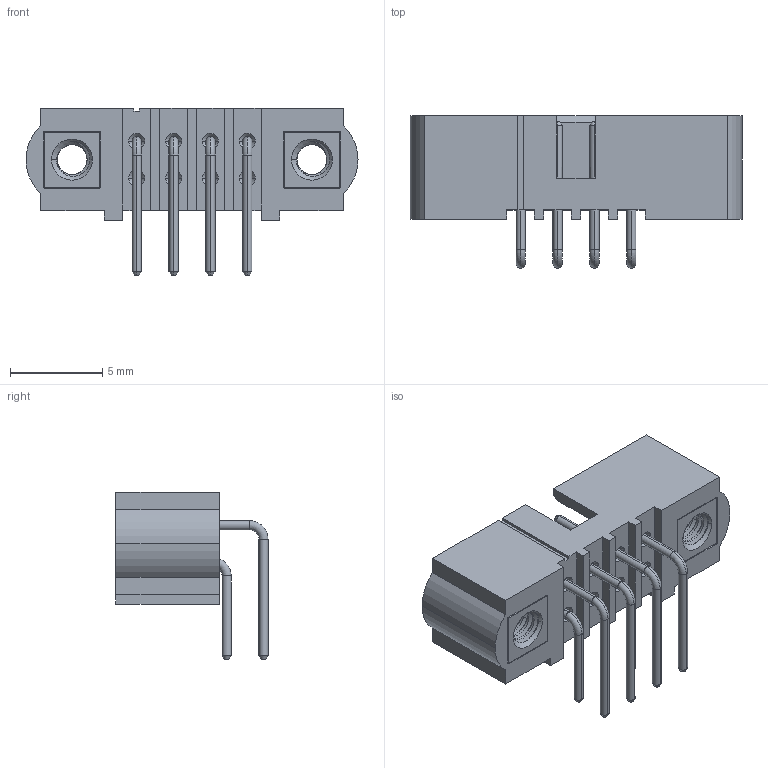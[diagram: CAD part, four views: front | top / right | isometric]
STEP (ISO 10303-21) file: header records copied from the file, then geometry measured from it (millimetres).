
FILE_DESCRIPTION(('STEP AP242'),'1');
FILE_NAME('m80-5300842.stp','2024-05-21T11:00:56',('TraceParts'),('TraceParts S.A.'),'Spatial InterOp 3D',' ',' ');
FILE_SCHEMA(('AP242_MANAGED_MODEL_BASED_3D_ENGINEERING_MIM_LF {1 0 10303 442 1 1 4}'));
Length unit declared in the file: millimetre
Products named in the file (1): m80-5300842_1
Bounding box: 18 x 8.25 x 9.05 mm (x, y, z)
Volume: 363.7 mm3; surface area: 994 mm2
Topology: 11 solids, 11 shells, 443 faces, 1049 edges, 644 vertices
Faces by surface type: plane 171, cylinder 134, cone 66, bspline 56, torus 16
Entity records: 25856 total; most frequent: CARTESIAN_POINT 9989, ORIENTED_EDGE 2098, DIRECTION 2023, STYLED_ITEM 1126, PRESENTATION_STYLE_ASSIGNMENT 1126, COLOUR_RGB 1126, EDGE_CURVE 1049, CURVE_STYLE 1043
